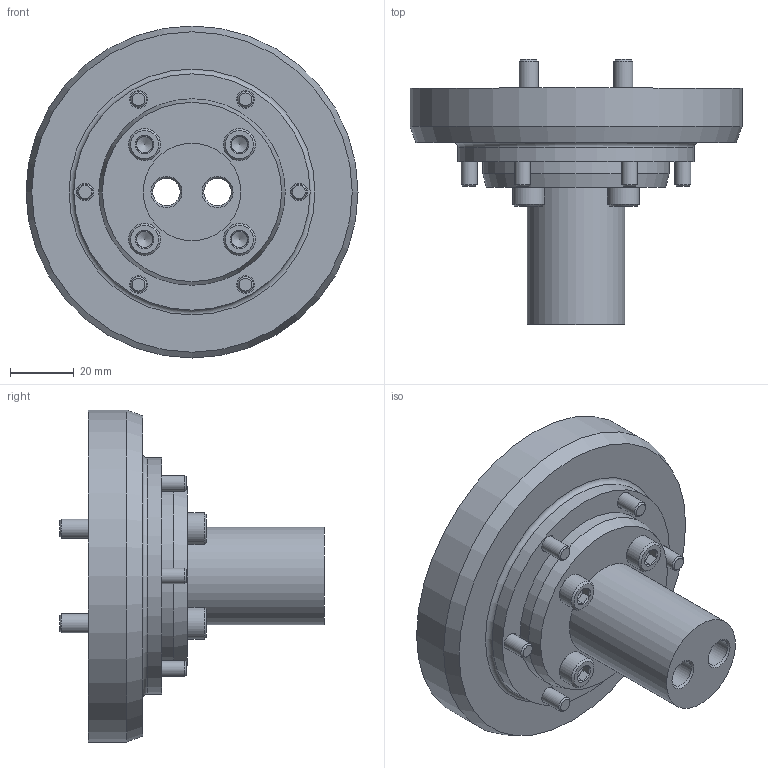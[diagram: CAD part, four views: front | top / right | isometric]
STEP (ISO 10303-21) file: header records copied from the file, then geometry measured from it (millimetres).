
FILE_DESCRIPTION(/* description */ ('STEP AP214'),/* implementation_level */ '2;1');
FILE_NAME(/* name */ '555432_DADG-AK-220-2G18',/* time_stamp */ '2024-08-12T16:34:12+02:00',/* author */ ('License CC BY-ND 4.0'),/* organization */ ('CADENAS'),/* preprocessor_version */ 'ST-DEVELOPER v19.3',/* originating_system */ 'PARTsolutions',/* authorisation */ ' ');
FILE_SCHEMA (('AUTOMOTIVE_DESIGN {1 0 10303 214 3 1 1}'));
Length unit declared in the file: millimetre
Products named in the file (4): 555432 DADG-AK-220-2G18; 719818 DADG-AK-220-2G18; DIN-912 - M5x25(F); DIN-912 - M6x40(F)
Assembly tree (11 placements, depth 2):
  555432 DADG-AK-220-2G18
    719818 DADG-AK-220-2G18
    DIN-912 - M5x25(F)  x6
    DIN-912 - M6x40(F)  x4
Bounding box: 104 x 83 x 104 mm (x, y, z)
Volume: 211103.3 mm3; surface area: 45958.7 mm2
Topology: 11 solids, 11 shells, 324 faces, 617 edges, 337 vertices
Faces by surface type: plane 164, cone 114, cylinder 45, torus 1
Full cylindrical faces by diameter (mm): 5 x6, 5.5 x6, 6 x4, 6.6 x4, 8.5 x6, 8.566 x2, 10 x10, 14.4 x2, 30.5 x1, 33 x1, 58.4 x1, 74 x1, 104 x1
Entity records: 2488 total; most frequent: DIRECTION 450, CARTESIAN_POINT 412, ORIENTED_EDGE 286, AXIS2_PLACEMENT_3D 207, FACE_BOUND 184, EDGE_LOOP 182, EDGE_CURVE 143, VERTEX_POINT 109
